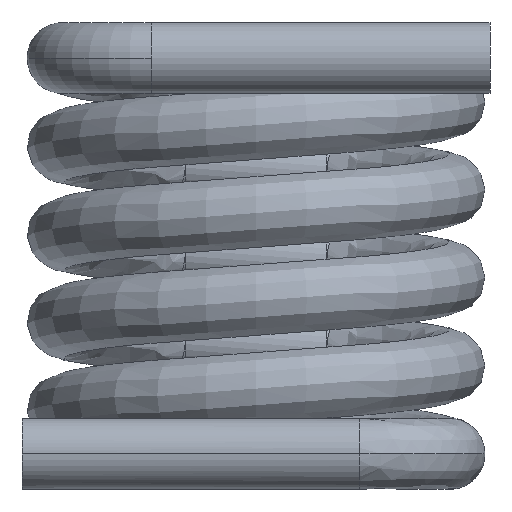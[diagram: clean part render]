
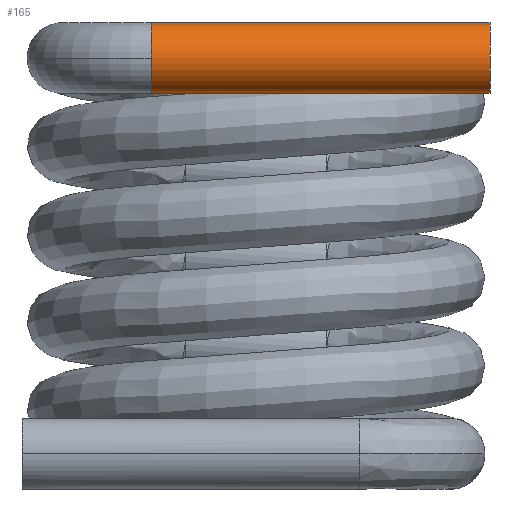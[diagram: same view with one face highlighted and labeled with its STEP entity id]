
A CAD part, front view. The second image highlights one B-rep face of the part: STEP entity #165.
In plain terms, the highlighted cylindrical face has radius 0.2 mm (diameter 0.4 mm), a partial arc.
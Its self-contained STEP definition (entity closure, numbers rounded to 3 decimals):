
#7 = DIRECTION ( 'NONE',  ( 1., 0., 0. ) ) ;
#16 = AXIS2_PLACEMENT_3D ( 'NONE', #1773, #4393, #2159 ) ;
#46 = CARTESIAN_POINT ( 'NONE',  ( -0.592, -1.622, 0. ) ) ;
#161 = CIRCLE ( 'NONE', #4155, 0.2 ) ;
#165 = ADVANCED_FACE ( 'NONE', ( #356 ), #1914, .T. ) ;
#258 = EDGE_LOOP ( 'NONE', ( #1925, #3892, #1065, #611, #1560 ) ) ;
#347 = CIRCLE ( 'NONE', #4147, 0.2 ) ;
#356 = FACE_OUTER_BOUND ( 'NONE', #258, .T. ) ;
#468 = VECTOR ( 'NONE', #7, 1000. ) ;
#611 = ORIENTED_EDGE ( 'NONE', *, *, #1663, .T. ) ;
#672 = VERTEX_POINT ( 'NONE', #986 ) ;
#826 = CARTESIAN_POINT ( 'NONE',  ( -0.592, -1.422, 0.2 ) ) ;
#862 = DIRECTION ( 'NONE',  ( 1., 0., 0. ) ) ;
#986 = CARTESIAN_POINT ( 'NONE',  ( 1.321, -1.422, -0.2 ) ) ;
#1065 = ORIENTED_EDGE ( 'NONE', *, *, #3863, .F. ) ;
#1560 = ORIENTED_EDGE ( 'NONE', *, *, #4828, .T. ) ;
#1613 = DIRECTION ( 'NONE',  ( -1., 0., 0. ) ) ;
#1663 = EDGE_CURVE ( 'NONE', #2064, #672, #3385, .T. ) ;
#1746 = VERTEX_POINT ( 'NONE', #2676 ) ;
#1773 = CARTESIAN_POINT ( 'NONE',  ( -0.592, -1.422, 0. ) ) ;
#1866 = LINE ( 'NONE', #2647, #2855 ) ;
#1914 = CYLINDRICAL_SURFACE ( 'NONE', #3643, 0.2 ) ;
#1925 = ORIENTED_EDGE ( 'NONE', *, *, #2535, .F. ) ;
#1984 = VERTEX_POINT ( 'NONE', #826 ) ;
#2016 = CARTESIAN_POINT ( 'NONE',  ( 1.321, -1.422, 0. ) ) ;
#2064 = VERTEX_POINT ( 'NONE', #3205 ) ;
#2159 = DIRECTION ( 'NONE',  ( 0., 0., 1. ) ) ;
#2269 = CARTESIAN_POINT ( 'NONE',  ( -0.592, -1.422, -0.2 ) ) ;
#2387 = DIRECTION ( 'NONE',  ( 0., 0., -1. ) ) ;
#2535 = EDGE_CURVE ( 'NONE', #1984, #1746, #1866, .T. ) ;
#2647 = CARTESIAN_POINT ( 'NONE',  ( -0.592, -1.422, 0.2 ) ) ;
#2676 = CARTESIAN_POINT ( 'NONE',  ( 1.321, -1.422, 0.2 ) ) ;
#2855 = VECTOR ( 'NONE', #3022, 1000. ) ;
#3022 = DIRECTION ( 'NONE',  ( 1., 0., 0. ) ) ;
#3030 = EDGE_CURVE ( 'NONE', #4106, #1984, #347, .T. ) ;
#3205 = CARTESIAN_POINT ( 'NONE',  ( -0.592, -1.422, -0.2 ) ) ;
#3321 = CIRCLE ( 'NONE', #16, 0.2 ) ;
#3385 = LINE ( 'NONE', #2269, #468 ) ;
#3532 = CARTESIAN_POINT ( 'NONE',  ( -0.592, -1.422, 0. ) ) ;
#3643 = AXIS2_PLACEMENT_3D ( 'NONE', #3532, #862, #4555 ) ;
#3863 = EDGE_CURVE ( 'NONE', #2064, #4106, #3321, .T. ) ;
#3873 = CARTESIAN_POINT ( 'NONE',  ( -0.592, -1.422, 0. ) ) ;
#3892 = ORIENTED_EDGE ( 'NONE', *, *, #3030, .F. ) ;
#4106 = VERTEX_POINT ( 'NONE', #46 ) ;
#4147 = AXIS2_PLACEMENT_3D ( 'NONE', #3873, #1613, #4234 ) ;
#4155 = AXIS2_PLACEMENT_3D ( 'NONE', #2016, #4618, #2387 ) ;
#4234 = DIRECTION ( 'NONE',  ( 0., 0., 1. ) ) ;
#4393 = DIRECTION ( 'NONE',  ( -1., 0., 0. ) ) ;
#4555 = DIRECTION ( 'NONE',  ( 0., 0., -1. ) ) ;
#4618 = DIRECTION ( 'NONE',  ( -1., 0., 0. ) ) ;
#4828 = EDGE_CURVE ( 'NONE', #672, #1746, #161, .T. ) ;
